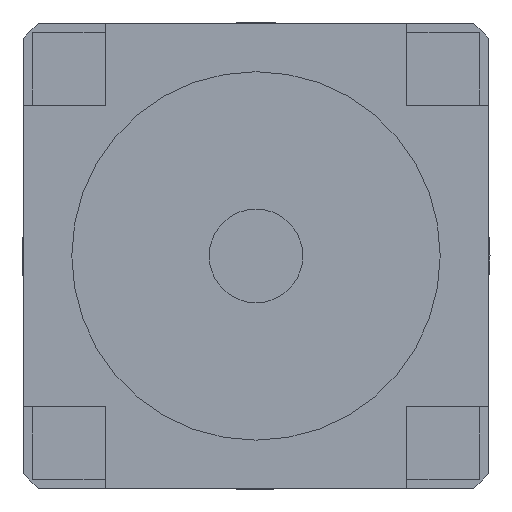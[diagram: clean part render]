
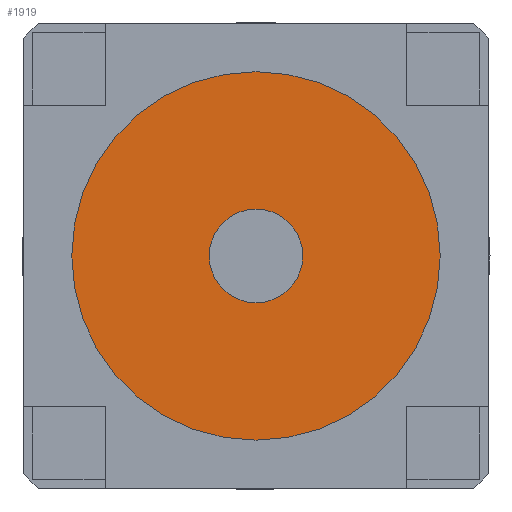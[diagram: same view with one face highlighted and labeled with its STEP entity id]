
A CAD part, front view. The second image highlights one B-rep face of the part: STEP entity #1919.
In plain terms, the highlighted planar face has unit normal (0, -1, 0).
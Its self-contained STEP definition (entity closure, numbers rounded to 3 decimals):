
#13 = DIRECTION ( 'NONE',  ( 0., -1., 0. ) ) ;
#38 = DIRECTION ( 'NONE',  ( 1., 0., 0. ) ) ;
#96 = AXIS2_PLACEMENT_3D ( 'NONE', #1204, #2820, #1448 ) ;
#170 = ORIENTED_EDGE ( 'NONE', *, *, #516, .F. ) ;
#223 = DIRECTION ( 'NONE',  ( 0., -1., 0. ) ) ;
#475 = CARTESIAN_POINT ( 'NONE',  ( -0.635, 4.2, 0. ) ) ;
#484 = EDGE_LOOP ( 'NONE', ( #170, #756 ) ) ;
#516 = EDGE_CURVE ( 'NONE', #592, #528, #640, .T. ) ;
#517 = EDGE_CURVE ( 'NONE', #2194, #2435, #2414, .T. ) ;
#523 = EDGE_LOOP ( 'NONE', ( #2792, #1417 ) ) ;
#528 = VERTEX_POINT ( 'NONE', #475 ) ;
#592 = VERTEX_POINT ( 'NONE', #1860 ) ;
#640 = CIRCLE ( 'NONE', #2077, 0.635 ) ;
#666 = CIRCLE ( 'NONE', #96, 2.5 ) ;
#724 = DIRECTION ( 'NONE',  ( 0., -1., 0. ) ) ;
#756 = ORIENTED_EDGE ( 'NONE', *, *, #2423, .F. ) ;
#823 = DIRECTION ( 'NONE',  ( 1., 0., 0. ) ) ;
#934 = DIRECTION ( 'NONE',  ( 1., 0., 0. ) ) ;
#1062 = FACE_OUTER_BOUND ( 'NONE', #523, .T. ) ;
#1180 = CARTESIAN_POINT ( 'NONE',  ( 2.5, 4.2, 0. ) ) ;
#1204 = CARTESIAN_POINT ( 'NONE',  ( 0., 4.2, 0. ) ) ;
#1417 = ORIENTED_EDGE ( 'NONE', *, *, #517, .T. ) ;
#1448 = DIRECTION ( 'NONE',  ( 1., 0., 0. ) ) ;
#1465 = CIRCLE ( 'NONE', #2557, 0.635 ) ;
#1638 = CARTESIAN_POINT ( 'NONE',  ( 0., 4.2, 0. ) ) ;
#1665 = CARTESIAN_POINT ( 'NONE',  ( -2.5, 4.2, 0. ) ) ;
#1860 = CARTESIAN_POINT ( 'NONE',  ( 0.635, 4.2, 0. ) ) ;
#1919 = ADVANCED_FACE ( 'NONE', ( #2908, #1062 ), #2494, .T. ) ;
#2077 = AXIS2_PLACEMENT_3D ( 'NONE', #1638, #13, #38 ) ;
#2117 = CARTESIAN_POINT ( 'NONE',  ( 0., 4.2, 0. ) ) ;
#2194 = VERTEX_POINT ( 'NONE', #1665 ) ;
#2255 = EDGE_CURVE ( 'NONE', #2435, #2194, #666, .T. ) ;
#2347 = DIRECTION ( 'NONE',  ( 1., 0., 0. ) ) ;
#2388 = AXIS2_PLACEMENT_3D ( 'NONE', #2781, #2563, #934 ) ;
#2414 = CIRCLE ( 'NONE', #2388, 2.5 ) ;
#2423 = EDGE_CURVE ( 'NONE', #528, #592, #1465, .T. ) ;
#2435 = VERTEX_POINT ( 'NONE', #1180 ) ;
#2494 = PLANE ( 'NONE',  #2776 ) ;
#2557 = AXIS2_PLACEMENT_3D ( 'NONE', #2117, #724, #2347 ) ;
#2563 = DIRECTION ( 'NONE',  ( 0., -1., 0. ) ) ;
#2679 = CARTESIAN_POINT ( 'NONE',  ( 0., 4.2, 0. ) ) ;
#2776 = AXIS2_PLACEMENT_3D ( 'NONE', #2679, #223, #823 ) ;
#2781 = CARTESIAN_POINT ( 'NONE',  ( 0., 4.2, 0. ) ) ;
#2792 = ORIENTED_EDGE ( 'NONE', *, *, #2255, .T. ) ;
#2820 = DIRECTION ( 'NONE',  ( 0., -1., 0. ) ) ;
#2908 = FACE_BOUND ( 'NONE', #484, .T. ) ;
